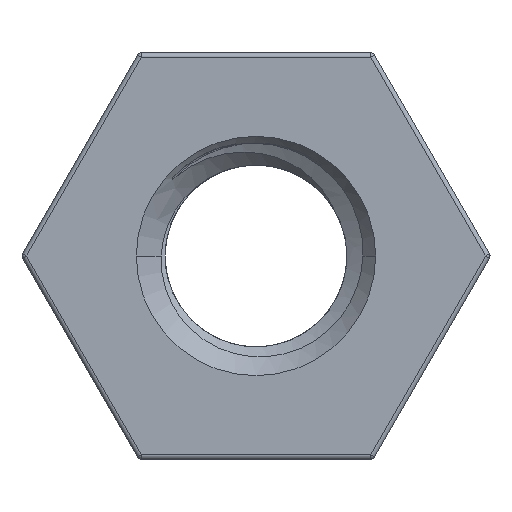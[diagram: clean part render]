
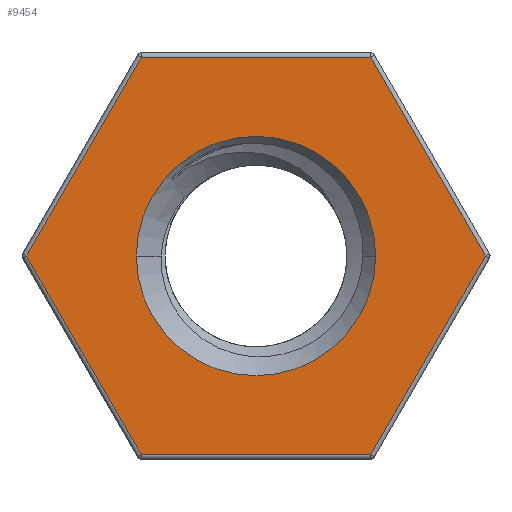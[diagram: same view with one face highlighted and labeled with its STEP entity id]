
A CAD part, left-side view. The second image highlights one B-rep face of the part: STEP entity #9454.
In plain terms, the highlighted planar face has unit normal (-1, 0, 0).
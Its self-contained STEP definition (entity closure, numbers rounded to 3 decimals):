
#3628=CARTESIAN_POINT('',(-9.,0.,0.));
#3629=DIRECTION('',(-1.,0.,0.));
#3630=DIRECTION('',(0.,1.,0.));
#3631=AXIS2_PLACEMENT_3D('',#3628,#3629,#3630);
#3633=CARTESIAN_POINT('',(-9.,0.,0.));
#3634=DIRECTION('',(-1.,0.,0.));
#3635=DIRECTION('',(0.,-1.,0.));
#3636=AXIS2_PLACEMENT_3D('',#3633,#3634,#3635);
#3638=DIRECTION('',(0.,-0.5,-0.866));
#3639=VECTOR('',#3638,2.54);
#3640=CARTESIAN_POINT('',(-9.,2.54,0.));
#3641=LINE('',#3640,#3639);
#3642=DIRECTION('',(0.,0.5,-0.866));
#3643=VECTOR('',#3642,2.54);
#3644=CARTESIAN_POINT('',(-9.,1.27,2.2));
#3645=LINE('',#3644,#3643);
#3646=DIRECTION('',(0.,1.,0.));
#3647=VECTOR('',#3646,2.54);
#3648=CARTESIAN_POINT('',(-9.,-1.27,2.2));
#3649=LINE('',#3648,#3647);
#3650=DIRECTION('',(0.,0.5,0.866));
#3651=VECTOR('',#3650,2.54);
#3652=CARTESIAN_POINT('',(-9.,-2.54,0.));
#3653=LINE('',#3652,#3651);
#3654=DIRECTION('',(0.,-0.5,0.866));
#3655=VECTOR('',#3654,2.54);
#3656=CARTESIAN_POINT('',(-9.,-1.27,-2.2));
#3657=LINE('',#3656,#3655);
#3658=DIRECTION('',(0.,-1.,0.));
#3659=VECTOR('',#3658,2.54);
#3660=CARTESIAN_POINT('',(-9.,1.27,-2.2));
#3661=LINE('',#3660,#3659);
#4053=CARTESIAN_POINT('',(-9.,1.325,0.));
#4055=VERTEX_POINT('',#4053);
#4057=CARTESIAN_POINT('',(-9.,-1.325,0.));
#4059=VERTEX_POINT('',#4057);
#4115=CARTESIAN_POINT('',(-9.,2.54,0.));
#4116=CARTESIAN_POINT('',(-9.,1.27,-2.2));
#4117=VERTEX_POINT('',#4115);
#4118=VERTEX_POINT('',#4116);
#4121=CARTESIAN_POINT('',(-9.,-1.27,-2.2));
#4122=VERTEX_POINT('',#4121);
#4123=CARTESIAN_POINT('',(-9.,-2.54,0.));
#4124=VERTEX_POINT('',#4123);
#4125=CARTESIAN_POINT('',(-9.,-1.27,2.2));
#4126=VERTEX_POINT('',#4125);
#4129=CARTESIAN_POINT('',(-9.,1.27,2.2));
#4130=VERTEX_POINT('',#4129);
#9431=CARTESIAN_POINT('',(-9.,0.,0.));
#9432=DIRECTION('',(1.,0.,0.));
#9433=DIRECTION('',(0.,-1.,0.));
#9434=AXIS2_PLACEMENT_3D('',#9431,#9432,#9433);
#9435=PLANE('',#9434);
#9437=ORIENTED_EDGE('',*,*,#9436,.F.);
#9439=ORIENTED_EDGE('',*,*,#9438,.F.);
#9441=ORIENTED_EDGE('',*,*,#9440,.F.);
#9443=ORIENTED_EDGE('',*,*,#9442,.F.);
#9445=ORIENTED_EDGE('',*,*,#9444,.F.);
#9447=ORIENTED_EDGE('',*,*,#9446,.F.);
#9448=EDGE_LOOP('',(#9437,#9439,#9441,#9443,#9445,#9447));
#9449=FACE_OUTER_BOUND('',#9448,.F.);
#9450=ORIENTED_EDGE('',*,*,#6919,.T.);
#9451=ORIENTED_EDGE('',*,*,#6895,.T.);
#9452=EDGE_LOOP('',(#9450,#9451));
#9453=FACE_BOUND('',#9452,.F.);
#3632=CIRCLE('',#3631,1.325);
#3637=CIRCLE('',#3636,1.325);
#6895=EDGE_CURVE('',#4059,#4055,#3637,.T.);
#6919=EDGE_CURVE('',#4055,#4059,#3632,.T.);
#9436=EDGE_CURVE('',#4117,#4118,#3641,.T.);
#9438=EDGE_CURVE('',#4130,#4117,#3645,.T.);
#9440=EDGE_CURVE('',#4126,#4130,#3649,.T.);
#9442=EDGE_CURVE('',#4124,#4126,#3653,.T.);
#9444=EDGE_CURVE('',#4122,#4124,#3657,.T.);
#9446=EDGE_CURVE('',#4118,#4122,#3661,.T.);
#9454=ADVANCED_FACE('',(#9449,#9453),#9435,.F.);
